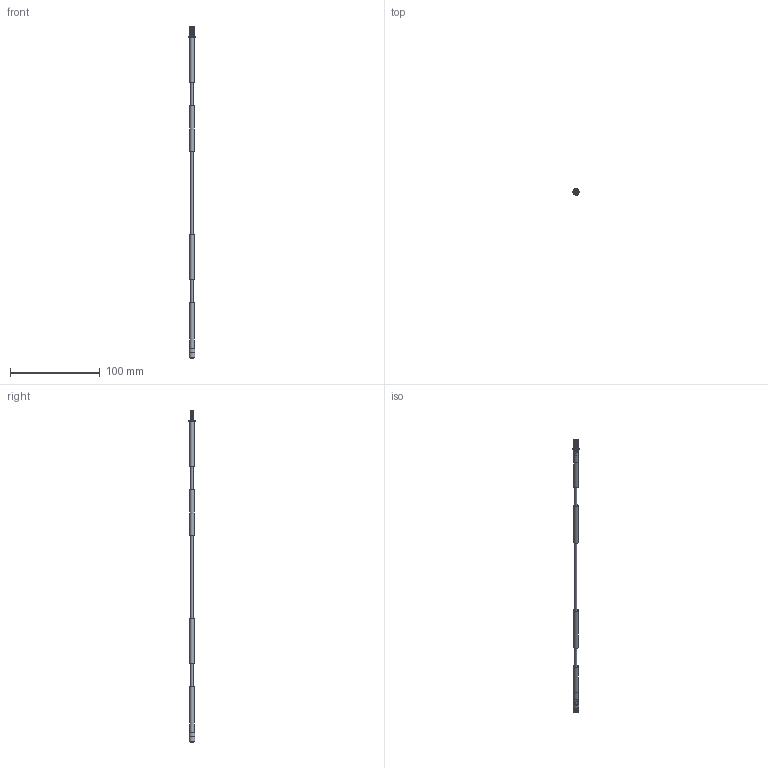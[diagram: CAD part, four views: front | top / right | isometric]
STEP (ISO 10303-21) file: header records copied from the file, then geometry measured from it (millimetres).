
FILE_DESCRIPTION(/* description */ (''),/* implementation_level */ '2;1');
FILE_NAME(/* name */ 'DC100854.stp',/* time_stamp */ '2017-05-11T12:14:21-04:00',/* author */ ('aneininger'),/* organization */ ('CONNECTION TECHNOLOGY CENTER'),/* preprocessor_version */ 'ST-DEVELOPER v16.5',/* originating_system */ 'Autodesk Inventor 2017',/* authorisation */ '');
FILE_SCHEMA (('AUTOMOTIVE_DESIGN { 1 0 10303 214 3 1 1 }'));
Length unit declared in the file: inch
Products named in the file (1): Part1
Bounding box: 6.8 x 6.8 x 370.05 mm (x, y, z)
Volume: 3797.4 mm3; surface area: 11202.1 mm2
Topology: 3 solids, 3 shells, 250 faces, 672 edges, 443 vertices
Faces by surface type: bspline 152, cylinder 46, plane 40, cone 8, torus 3, sphere 1
Full cylindrical faces by diameter (mm): 0.991 x1, 1.067 x1, 1.5 x8, 1.524 x1, 2.794 x1, 3 x1, 3.048 x3, 3.051 x2, 3.505 x2, 3.646 x1, 3.9 x1, 3.937 x1, 4.089 x2, 4.255 x4, 4.762 x4, 4.801 x1, 5 x1, 5.207 x2, 6.553 x1, 6.604 x1, 6.8 x1
Entity records: 16411 total; most frequent: CARTESIAN_POINT 11372, ORIENTED_EDGE 1174, EDGE_CURVE 586, DIRECTION 519, VERTEX_POINT 414, B_SPLINE_CURVE_WITH_KNOTS 413, EDGE_LOOP 337, AXIS2_PLACEMENT_3D 251
